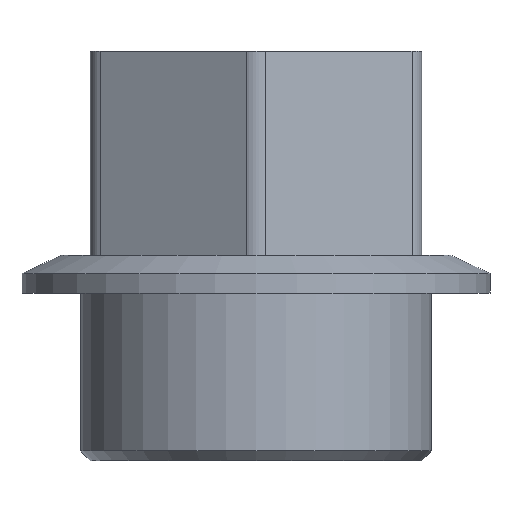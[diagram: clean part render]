
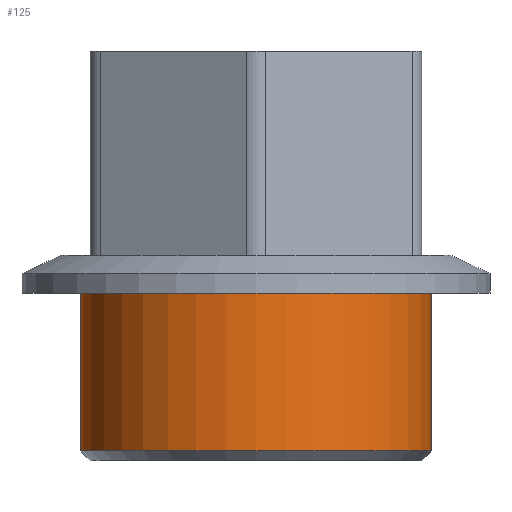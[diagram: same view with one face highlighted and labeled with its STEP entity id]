
A CAD part, front view. The second image highlights one B-rep face of the part: STEP entity #125.
In plain terms, the highlighted cylindrical face has radius 9 mm (diameter 18 mm), a full revolution.
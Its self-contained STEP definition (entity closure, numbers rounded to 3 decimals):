
#125 = ADVANCED_FACE( '', ( #252, #253 ), #254, .T. );
#252 = FACE_OUTER_BOUND( '', #373, .T. );
#253 = FACE_OUTER_BOUND( '', #374, .T. );
#254 = CYLINDRICAL_SURFACE( '', #375, 9. );
#373 = EDGE_LOOP( '', ( #670 ) );
#374 = EDGE_LOOP( '', ( #671 ) );
#375 = AXIS2_PLACEMENT_3D( '', #672, #673, #674 );
#670 = ORIENTED_EDGE( '', *, *, #693, .T. );
#671 = ORIENTED_EDGE( '', *, *, #758, .F. );
#672 = CARTESIAN_POINT( '', ( 0., 0., 7.487 ) );
#673 = DIRECTION( '', ( 0., 0., -1. ) );
#674 = DIRECTION( '', ( 1., 0., 0. ) );
#693 = EDGE_CURVE( '', #816, #816, #817, .T. );
#758 = EDGE_CURVE( '', #921, #921, #922, .T. );
#816 = VERTEX_POINT( '', #991 );
#817 = CIRCLE( '', #992, 9. );
#921 = VERTEX_POINT( '', #1138 );
#922 = CIRCLE( '', #1139, 9. );
#991 = CARTESIAN_POINT( '', ( 9., 0., 0.5 ) );
#992 = AXIS2_PLACEMENT_3D( '', #1214, #1215, #1216 );
#1138 = CARTESIAN_POINT( '', ( 9., 0., 10. ) );
#1139 = AXIS2_PLACEMENT_3D( '', #1283, #1284, #1285 );
#1214 = CARTESIAN_POINT( '', ( 0., 0., 0.5 ) );
#1215 = DIRECTION( '', ( 0., 0., 1. ) );
#1216 = DIRECTION( '', ( 1., 0., 0. ) );
#1283 = CARTESIAN_POINT( '', ( 0., 0., 10. ) );
#1284 = DIRECTION( '', ( 0., 0., 1. ) );
#1285 = DIRECTION( '', ( 1., 0., 0. ) );
